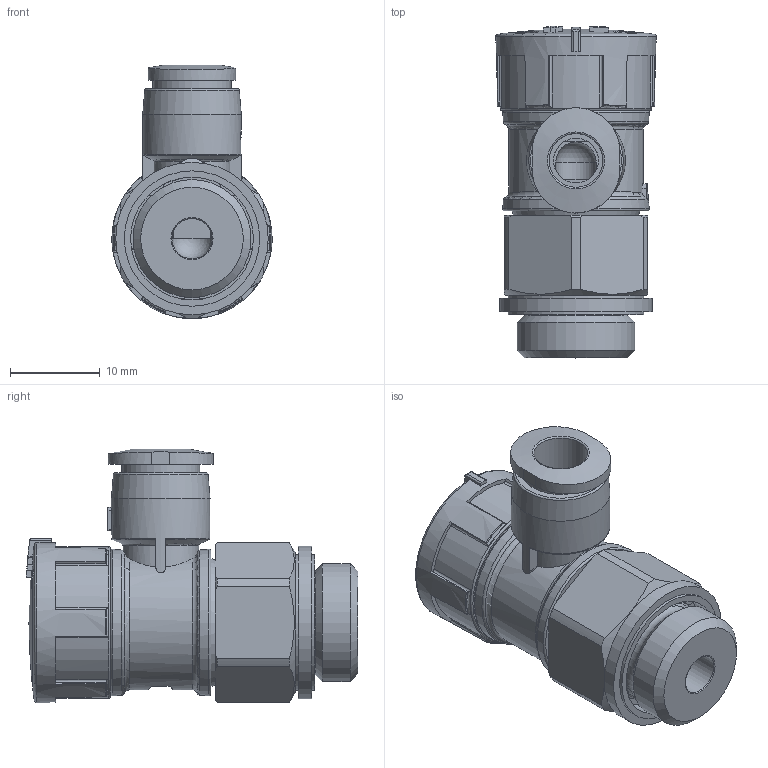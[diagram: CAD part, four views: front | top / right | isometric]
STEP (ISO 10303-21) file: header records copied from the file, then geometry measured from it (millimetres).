
FILE_DESCRIPTION(/* description */ ('STEP AP214'),/* implementation_level */ '2;1');
FILE_NAME(/* name */ '8068728_VFOE-LE-T-G14-Q6',/* time_stamp */ '2024-09-10T13:31:20+02:00',/* author */ ('License CC BY-ND 4.0'),/* organization */ ('CADENAS'),/* preprocessor_version */ 'ST-DEVELOPER v19.3',/* originating_system */ 'PARTsolutions',/* authorisation */ ' ');
FILE_SCHEMA (('AUTOMOTIVE_DESIGN {1 0 10303 214 3 1 1}'));
Length unit declared in the file: millimetre
Products named in the file (3): 8068728 VFOE-LE-T-G14-Q6---(high); 8068728 VFOE-LE-T-G14-Q6---(highp); 34635 OL-1/4
Assembly tree (2 placements, depth 2):
  8068728 VFOE-LE-T-G14-Q6---(high)
    8068728 VFOE-LE-T-G14-Q6---(highp)
    34635 OL-1/4
Bounding box: 17.9 x 37.02 x 28.3 mm (x, y, z)
Volume: 7380.1 mm3; surface area: 4038.8 mm2
Topology: 2 solids, 2 shells, 276 faces, 749 edges, 493 vertices
Faces by surface type: plane 137, cylinder 85, torus 32, cone 15, sphere 7
Full cylindrical faces by diameter (mm): 4.5 x1, 5 x1, 6 x1, 8.72 x1, 11 x1, 13.157 x1, 13.7 x1, 15.1 x2, 16.9 x1, 17 x1
Entity records: 10281 total; most frequent: CARTESIAN_POINT 1909, DIRECTION 1412, ORIENTED_EDGE 1398, EDGE_CURVE 699, AXIS2_PLACEMENT_3D 568, VERTEX_POINT 477, EDGE_LOOP 330, FACE_BOUND 330
